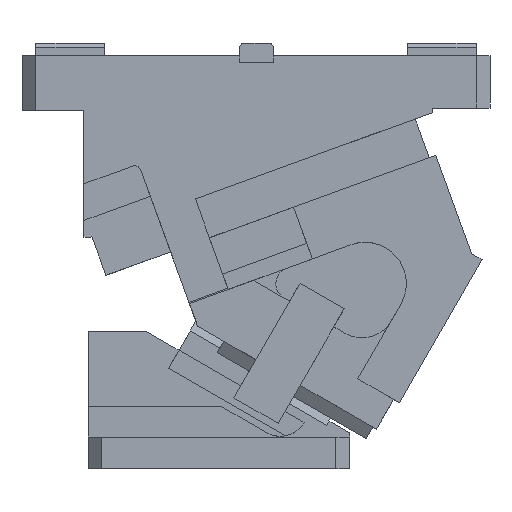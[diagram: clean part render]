
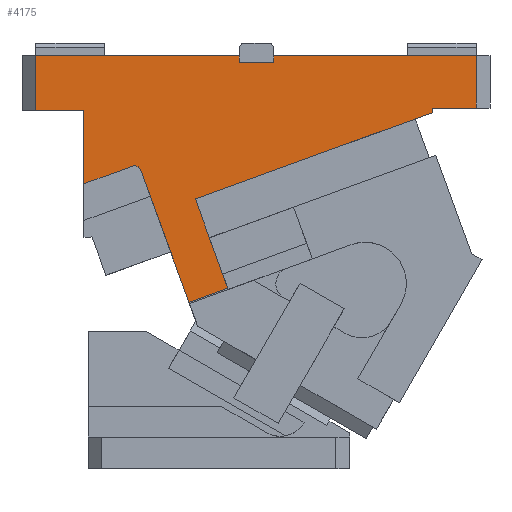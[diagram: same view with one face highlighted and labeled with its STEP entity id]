
A CAD part, front view. The second image highlights one B-rep face of the part: STEP entity #4175.
In plain terms, the highlighted planar face has unit normal (0, -1, 0).
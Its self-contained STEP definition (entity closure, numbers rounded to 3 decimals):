
#3367=CARTESIAN_POINT('Vertex',(-38.,-100.,300.)) ;
#3370=CARTESIAN_POINT('Line Origine',(35.944,-100.,300.)) ;
#3374=CARTESIAN_POINT('Vertex',(109.889,-100.,300.)) ;
#3578=CARTESIAN_POINT('Line Origine',(-20.5,-100.,260.)) ;
#3582=CARTESIAN_POINT('Vertex',(-38.,-100.,260.)) ;
#3584=CARTESIAN_POINT('Vertex',(-3.,-100.,260.)) ;
#4041=CARTESIAN_POINT('Axis2P3D Location',(76.801,-100.,204.496)) ;
#4046=CARTESIAN_POINT('Line Origine',(163.952,-100.,227.281)) ;
#4050=CARTESIAN_POINT('Vertex',(250.,-100.,258.6)) ;
#4052=CARTESIAN_POINT('Vertex',(77.903,-100.,195.962)) ;
#4055=CARTESIAN_POINT('Line Origine',(250.,-100.,260.3)) ;
#4059=CARTESIAN_POINT('Vertex',(250.,-100.,262.)) ;
#4062=CARTESIAN_POINT('Line Origine',(266.,-100.,262.)) ;
#4066=CARTESIAN_POINT('Vertex',(282.,-100.,262.)) ;
#4069=CARTESIAN_POINT('Line Origine',(282.,-100.,281.)) ;
#4073=CARTESIAN_POINT('Vertex',(282.,-100.,300.)) ;
#4076=CARTESIAN_POINT('Line Origine',(208.444,-100.,300.)) ;
#4080=CARTESIAN_POINT('Vertex',(134.889,-100.,300.)) ;
#4083=CARTESIAN_POINT('Line Origine',(134.889,-100.,297.5)) ;
#4087=CARTESIAN_POINT('Vertex',(134.889,-100.,295.)) ;
#4090=CARTESIAN_POINT('Line Origine',(122.389,-100.,295.)) ;
#4094=CARTESIAN_POINT('Vertex',(109.889,-100.,295.)) ;
#4097=CARTESIAN_POINT('Line Origine',(109.889,-100.,297.5)) ;
#4102=CARTESIAN_POINT('Line Origine',(-38.,-100.,280.)) ;
#4107=CARTESIAN_POINT('Line Origine',(-3.,-100.,233.477)) ;
#4111=CARTESIAN_POINT('Vertex',(-3.,-100.,206.954)) ;
#4114=CARTESIAN_POINT('Line Origine',(14.509,-100.,213.327)) ;
#4118=CARTESIAN_POINT('Vertex',(32.017,-100.,219.699)) ;
#4122=CARTESIAN_POINT('Control Point',(38.426,-100.,216.711)) ;
#4123=CARTESIAN_POINT('Control Point',(38.238,-100.,217.226)) ;
#4124=CARTESIAN_POINT('Control Point',(37.981,-100.,217.715)) ;
#4125=CARTESIAN_POINT('Control Point',(37.657,-100.,218.165)) ;
#4126=CARTESIAN_POINT('Control Point',(36.895,-100.,218.966)) ;
#4127=CARTESIAN_POINT('Control Point',(35.945,-100.,219.533)) ;
#4128=CARTESIAN_POINT('Control Point',(35.434,-100.,219.749)) ;
#4129=CARTESIAN_POINT('Control Point',(34.437,-100.,220.017)) ;
#4130=CARTESIAN_POINT('Control Point',(33.407,-100.,220.025)) ;
#4131=CARTESIAN_POINT('Control Point',(32.93,-100.,219.972)) ;
#4132=CARTESIAN_POINT('Control Point',(32.464,-100.,219.862)) ;
#4133=CARTESIAN_POINT('Control Point',(32.017,-100.,219.699)) ;
#4134=CARTESIAN_POINT('Vertex',(38.426,-100.,216.711)) ;
#4137=CARTESIAN_POINT('Line Origine',(55.869,-100.,168.787)) ;
#4141=CARTESIAN_POINT('Vertex',(73.312,-100.,120.862)) ;
#4144=CARTESIAN_POINT('Line Origine',(87.407,-100.,125.993)) ;
#4148=CARTESIAN_POINT('Vertex',(101.502,-100.,131.123)) ;
#4151=CARTESIAN_POINT('Line Origine',(89.703,-100.,163.542)) ;
#3371=DIRECTION('Vector Direction',(1.,0.,0.)) ;
#3579=DIRECTION('Vector Direction',(1.,0.,0.)) ;
#4042=DIRECTION('Axis2P3D Direction',(-0.,-1.,0.)) ;
#4043=DIRECTION('Axis2P3D XDirection',(-0.985,0.,0.174)) ;
#4047=DIRECTION('Vector Direction',(-0.94,0.,-0.342)) ;
#4056=DIRECTION('Vector Direction',(0.,0.,1.)) ;
#4063=DIRECTION('Vector Direction',(1.,0.,0.)) ;
#4070=DIRECTION('Vector Direction',(0.,0.,1.)) ;
#4077=DIRECTION('Vector Direction',(1.,0.,0.)) ;
#4084=DIRECTION('Vector Direction',(0.,0.,-1.)) ;
#4091=DIRECTION('Vector Direction',(1.,0.,0.)) ;
#4098=DIRECTION('Vector Direction',(0.,0.,-1.)) ;
#4103=DIRECTION('Vector Direction',(0.,0.,-1.)) ;
#4108=DIRECTION('Vector Direction',(0.,0.,1.)) ;
#4115=DIRECTION('Vector Direction',(-0.94,0.,-0.342)) ;
#4138=DIRECTION('Vector Direction',(0.342,0.,-0.94)) ;
#4145=DIRECTION('Vector Direction',(-0.94,0.,-0.342)) ;
#4152=DIRECTION('Vector Direction',(-0.342,0.,0.94)) ;
#4044=AXIS2_PLACEMENT_3D('Plane Axis2P3D',#4041,#4042,#4043) ;
#4157=ORIENTED_EDGE('',*,*,#4054,.F.) ;
#4158=ORIENTED_EDGE('',*,*,#4061,.T.) ;
#4159=ORIENTED_EDGE('',*,*,#4068,.T.) ;
#4160=ORIENTED_EDGE('',*,*,#4075,.T.) ;
#4161=ORIENTED_EDGE('',*,*,#4082,.F.) ;
#4162=ORIENTED_EDGE('',*,*,#4089,.T.) ;
#4163=ORIENTED_EDGE('',*,*,#4096,.F.) ;
#4164=ORIENTED_EDGE('',*,*,#4101,.F.) ;
#4165=ORIENTED_EDGE('',*,*,#3376,.F.) ;
#4166=ORIENTED_EDGE('',*,*,#4106,.T.) ;
#4167=ORIENTED_EDGE('',*,*,#3586,.T.) ;
#4168=ORIENTED_EDGE('',*,*,#4113,.F.) ;
#4169=ORIENTED_EDGE('',*,*,#4120,.F.) ;
#4170=ORIENTED_EDGE('',*,*,#4136,.F.) ;
#4171=ORIENTED_EDGE('',*,*,#4143,.T.) ;
#4172=ORIENTED_EDGE('',*,*,#4150,.F.) ;
#4173=ORIENTED_EDGE('',*,*,#4155,.T.) ;
#3372=VECTOR('Line Direction',#3371,1.) ;
#3580=VECTOR('Line Direction',#3579,1.) ;
#4048=VECTOR('Line Direction',#4047,1.) ;
#4057=VECTOR('Line Direction',#4056,1.) ;
#4064=VECTOR('Line Direction',#4063,1.) ;
#4071=VECTOR('Line Direction',#4070,1.) ;
#4078=VECTOR('Line Direction',#4077,1.) ;
#4085=VECTOR('Line Direction',#4084,1.) ;
#4092=VECTOR('Line Direction',#4091,1.) ;
#4099=VECTOR('Line Direction',#4098,1.) ;
#4104=VECTOR('Line Direction',#4103,1.) ;
#4109=VECTOR('Line Direction',#4108,1.) ;
#4116=VECTOR('Line Direction',#4115,1.) ;
#4139=VECTOR('Line Direction',#4138,1.) ;
#4146=VECTOR('Line Direction',#4145,1.) ;
#4153=VECTOR('Line Direction',#4152,1.) ;
#4175=ADVANCED_FACE('CAM HOLDER',(#4174),#4045,.T.) ;
#4121=B_SPLINE_CURVE_WITH_KNOTS('',5,(#4122,#4123,#4124,#4125,#4126,#4127,#4128,#4129,#4130,#4131,#4132,#4133),.UNSPECIFIED.,.F.,.U.,(6,3,3,6),(0.,3.873,7.746,11.107),.UNSPECIFIED.) ;
#3376=EDGE_CURVE('',#3368,#3375,#3373,.T.) ;
#3586=EDGE_CURVE('',#3583,#3585,#3581,.T.) ;
#4054=EDGE_CURVE('',#4051,#4053,#4049,.T.) ;
#4061=EDGE_CURVE('',#4051,#4060,#4058,.T.) ;
#4068=EDGE_CURVE('',#4060,#4067,#4065,.T.) ;
#4075=EDGE_CURVE('',#4067,#4074,#4072,.T.) ;
#4082=EDGE_CURVE('',#4081,#4074,#4079,.T.) ;
#4089=EDGE_CURVE('',#4081,#4088,#4086,.T.) ;
#4096=EDGE_CURVE('',#4095,#4088,#4093,.T.) ;
#4101=EDGE_CURVE('',#3375,#4095,#4100,.T.) ;
#4106=EDGE_CURVE('',#3368,#3583,#4105,.T.) ;
#4113=EDGE_CURVE('',#4112,#3585,#4110,.T.) ;
#4120=EDGE_CURVE('',#4119,#4112,#4117,.T.) ;
#4136=EDGE_CURVE('',#4135,#4119,#4121,.T.) ;
#4143=EDGE_CURVE('',#4135,#4142,#4140,.T.) ;
#4150=EDGE_CURVE('',#4149,#4142,#4147,.T.) ;
#4155=EDGE_CURVE('',#4149,#4053,#4154,.T.) ;
#4156=EDGE_LOOP('',(#4157,#4158,#4159,#4160,#4161,#4162,#4163,#4164,#4165,#4166,#4167,#4168,#4169,#4170,#4171,#4172,#4173)) ;
#4174=FACE_OUTER_BOUND('',#4156,.T.) ;
#3373=LINE('Line',#3370,#3372) ;
#3581=LINE('Line',#3578,#3580) ;
#4049=LINE('Line',#4046,#4048) ;
#4058=LINE('Line',#4055,#4057) ;
#4065=LINE('Line',#4062,#4064) ;
#4072=LINE('Line',#4069,#4071) ;
#4079=LINE('Line',#4076,#4078) ;
#4086=LINE('Line',#4083,#4085) ;
#4093=LINE('Line',#4090,#4092) ;
#4100=LINE('Line',#4097,#4099) ;
#4105=LINE('Line',#4102,#4104) ;
#4110=LINE('Line',#4107,#4109) ;
#4117=LINE('Line',#4114,#4116) ;
#4140=LINE('Line',#4137,#4139) ;
#4147=LINE('Line',#4144,#4146) ;
#4154=LINE('Line',#4151,#4153) ;
#4045=PLANE('Plane',#4044) ;
#3368=VERTEX_POINT('',#3367) ;
#3375=VERTEX_POINT('',#3374) ;
#3583=VERTEX_POINT('',#3582) ;
#3585=VERTEX_POINT('',#3584) ;
#4051=VERTEX_POINT('',#4050) ;
#4053=VERTEX_POINT('',#4052) ;
#4060=VERTEX_POINT('',#4059) ;
#4067=VERTEX_POINT('',#4066) ;
#4074=VERTEX_POINT('',#4073) ;
#4081=VERTEX_POINT('',#4080) ;
#4088=VERTEX_POINT('',#4087) ;
#4095=VERTEX_POINT('',#4094) ;
#4112=VERTEX_POINT('',#4111) ;
#4119=VERTEX_POINT('',#4118) ;
#4135=VERTEX_POINT('',#4134) ;
#4142=VERTEX_POINT('',#4141) ;
#4149=VERTEX_POINT('',#4148) ;
